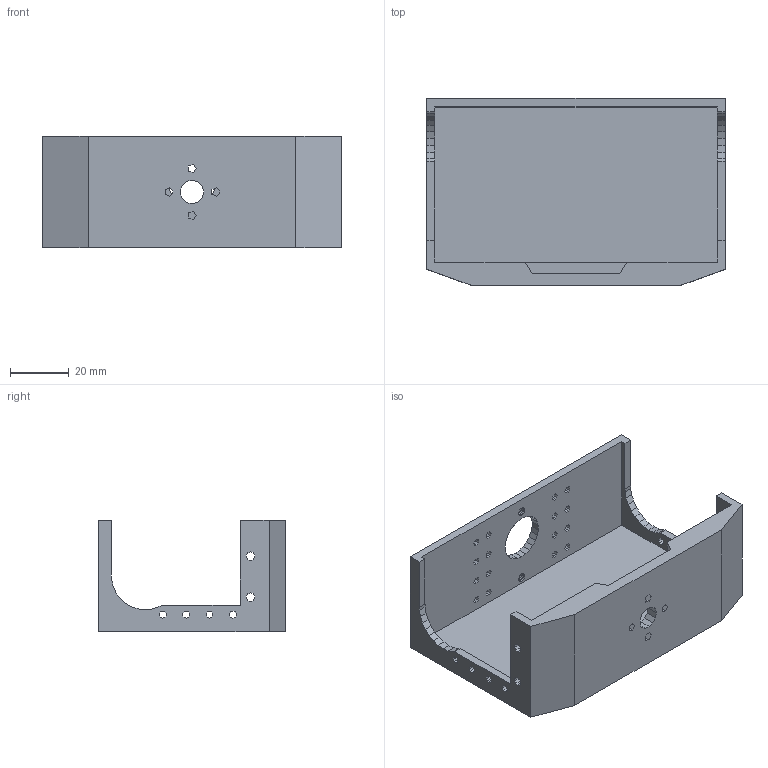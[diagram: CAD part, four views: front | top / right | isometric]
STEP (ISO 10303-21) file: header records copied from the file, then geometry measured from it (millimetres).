
FILE_DESCRIPTION(('FreeCAD Model'),'2;1');
FILE_NAME('pecho.step', '2014-09-10T14:07:40',('FreeCAD'),('FreeCAD'), 'Open CASCADE STEP processor 6.5','FreeCAD','Unknown');
FILE_SCHEMA(('AUTOMOTIVE_DESIGN_CC2 { 1 2 10303 214 -1 1 5 4 }'));
Length unit declared in the file: millimetre
Products named in the file (1): Open CASCADE STEP translator 6.5 6
Bounding box: 102 x 64 x 38 mm (x, y, z)
Surface area: 31214.6 mm2 (no closed solid volume)
Topology: 0 solids, 1 shells, 429 faces, 1277 edges, 850 vertices
Faces by surface type: plane 429
Entity records: 30828 total; most frequent: CARTESIAN_POINT 5117, DIRECTION 4685, LINE 3825, VECTOR 3825, ORIENTED_EDGE 2554, PCURVE 2554, DEFINITIONAL_REPRESENTATION 2554, EDGE_CURVE 1277
